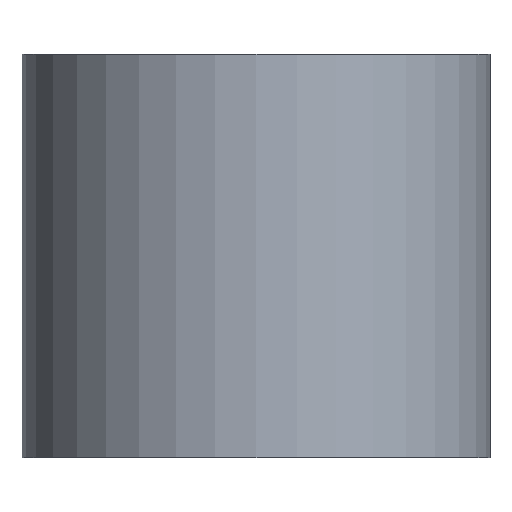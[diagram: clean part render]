
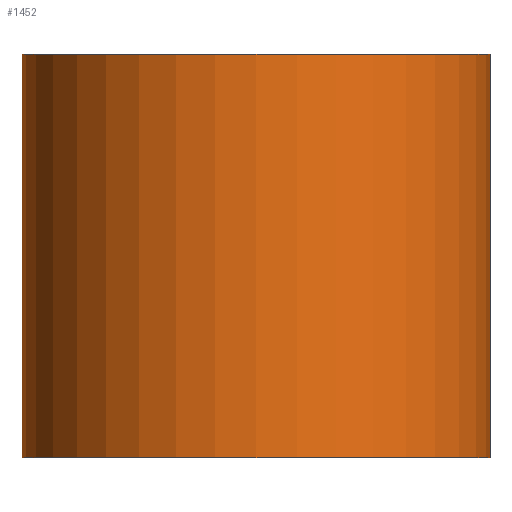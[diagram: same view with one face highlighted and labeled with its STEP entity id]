
A CAD part, front view. The second image highlights one B-rep face of the part: STEP entity #1452.
In plain terms, the highlighted cylindrical face has radius 725 mm (diameter 1450 mm), a full revolution.
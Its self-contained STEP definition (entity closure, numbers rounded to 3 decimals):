
#10 = AXIS2_PLACEMENT_3D ( 'NONE', #1239, #1118, #1258 ) ;
#52 = DIRECTION ( 'NONE',  ( 1., 0., 0. ) ) ;
#66 = CARTESIAN_POINT ( 'NONE',  ( 725., 0., 0. ) ) ;
#116 = VERTEX_POINT ( 'NONE', #457 ) ;
#166 = CARTESIAN_POINT ( 'NONE',  ( 0., 0., 0. ) ) ;
#180 = CIRCLE ( 'NONE', #10, 725. ) ;
#255 = CARTESIAN_POINT ( 'NONE',  ( 0., 0., 0. ) ) ;
#266 = EDGE_LOOP ( 'NONE', ( #512 ) ) ;
#305 = EDGE_CURVE ( 'NONE', #1510, #1510, #894, .T. ) ;
#306 = DIRECTION ( 'NONE',  ( 0., 0., 1. ) ) ;
#457 = CARTESIAN_POINT ( 'NONE',  ( 725., 0., 1250. ) ) ;
#512 = ORIENTED_EDGE ( 'NONE', *, *, #1061, .F. ) ;
#882 = DIRECTION ( 'NONE',  ( 0., 0., 1. ) ) ;
#884 = ORIENTED_EDGE ( 'NONE', *, *, #305, .T. ) ;
#894 = CIRCLE ( 'NONE', #1196, 725. ) ;
#1061 = EDGE_CURVE ( 'NONE', #116, #116, #180, .T. ) ;
#1111 = EDGE_LOOP ( 'NONE', ( #884 ) ) ;
#1118 = DIRECTION ( 'NONE',  ( 0., 0., 1. ) ) ;
#1125 = AXIS2_PLACEMENT_3D ( 'NONE', #166, #306, #52 ) ;
#1130 = FACE_OUTER_BOUND ( 'NONE', #1111, .T. ) ;
#1196 = AXIS2_PLACEMENT_3D ( 'NONE', #255, #882, #1476 ) ;
#1239 = CARTESIAN_POINT ( 'NONE',  ( 0., 0., 1250. ) ) ;
#1258 = DIRECTION ( 'NONE',  ( 1., 0., 0. ) ) ;
#1368 = CYLINDRICAL_SURFACE ( 'NONE', #1125, 725. ) ;
#1452 = ADVANCED_FACE ( 'NONE', ( #1130, #1558 ), #1368, .T. ) ;
#1476 = DIRECTION ( 'NONE',  ( 1., 0., 0. ) ) ;
#1510 = VERTEX_POINT ( 'NONE', #66 ) ;
#1558 = FACE_OUTER_BOUND ( 'NONE', #266, .T. ) ;
